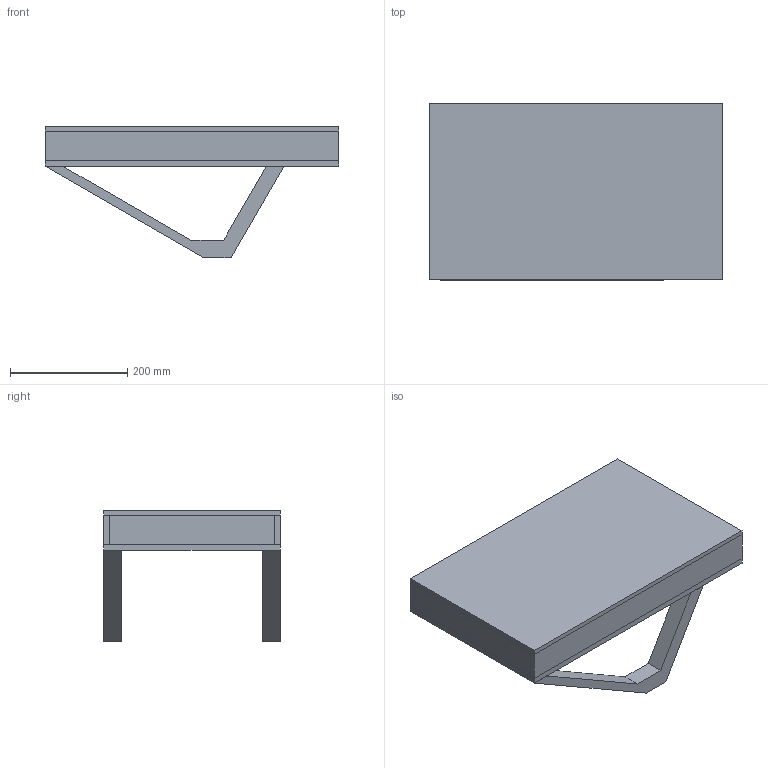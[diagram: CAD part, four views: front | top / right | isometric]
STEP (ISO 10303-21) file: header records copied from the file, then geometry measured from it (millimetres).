
FILE_DESCRIPTION(('FreeCAD Model'),'2;1');
FILE_NAME('Open CASCADE Shape Model','2023-01-02T14:24:57',('Author'),( ''),'Open CASCADE STEP processor 7.6','FreeCAD','Unknown');
FILE_SCHEMA(('AUTOMOTIVE_DESIGN { 1 0 10303 214 1 1 1 1 }'));
Length unit declared in the file: millimetre
Products named in the file (10): Part; BackPlate; r_panel; l_panel_clone; t_panel; b_panel_clone; top_plane; spirulina_tube; Body011; Body012
Assembly tree (9 placements, depth 2):
  Part
    BackPlate
    r_panel
    l_panel_clone
    t_panel
    b_panel_clone
    top_plane
    spirulina_tube
    Body011
    Body012
Bounding box: 500 x 300 x 223.77 mm (x, y, z)
Volume: 4281398.8 mm3; surface area: 1008721.2 mm2
Topology: 9 solids, 9 shells, 92 faces, 222 edges, 148 vertices
Faces by surface type: plane 90, cylinder 2
Full cylindrical faces by diameter (mm): 30 x2
Entity records: 5791 total; most frequent: CARTESIAN_POINT 940, DIRECTION 870, LINE 658, VECTOR 658, ORIENTED_EDGE 444, PCURVE 444, DEFINITIONAL_REPRESENTATION 444, EDGE_CURVE 222
